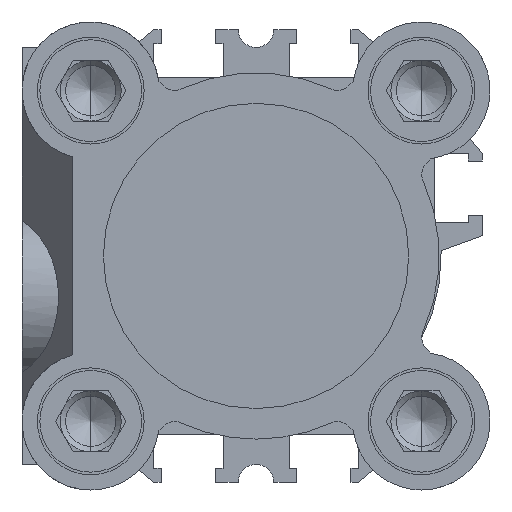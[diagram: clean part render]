
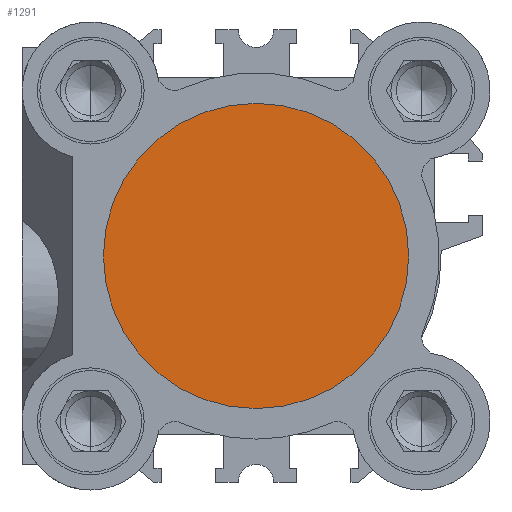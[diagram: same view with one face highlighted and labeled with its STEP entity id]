
A CAD part, left-side view. The second image highlights one B-rep face of the part: STEP entity #1291.
In plain terms, the highlighted face is planar.
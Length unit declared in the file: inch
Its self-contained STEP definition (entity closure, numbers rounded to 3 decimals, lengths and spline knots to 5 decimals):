
#1291 = ADVANCED_FACE ( 'NONE', ( #3979 ), #2703, .F. ) ;
#1707 = CARTESIAN_POINT ( 'NONE',  ( 0.15748, 0.59055, 0. ) ) ;
#2466 = AXIS2_PLACEMENT_3D ( 'NONE', #5117, #11843, #6113 ) ;
#2703 = PLANE ( 'NONE',  #10923 ) ;
#2894 = CARTESIAN_POINT ( 'NONE',  ( 0.15748, 0., 0. ) ) ;
#3855 = DIRECTION ( 'NONE',  ( 0., 0., 1. ) ) ;
#3979 = FACE_OUTER_BOUND ( 'NONE', #8907, .T. ) ;
#3980 = ORIENTED_EDGE ( 'NONE', *, *, #6513, .F. ) ;
#3986 = AXIS2_PLACEMENT_3D ( 'NONE', #2894, #9621, #3855 ) ;
#5025 = CARTESIAN_POINT ( 'NONE',  ( 0.15748, 0., 0.59055 ) ) ;
#5117 = CARTESIAN_POINT ( 'NONE',  ( 0.15748, 0., 0. ) ) ;
#6113 = DIRECTION ( 'NONE',  ( 0., 0., 1. ) ) ;
#6513 = EDGE_CURVE ( 'NONE', #8063, #9849, #11494, .T. ) ;
#6622 = DIRECTION ( 'NONE',  ( 0., 0., 1. ) ) ;
#6689 = EDGE_CURVE ( 'NONE', #9849, #8063, #12274, .T. ) ;
#8063 = VERTEX_POINT ( 'NONE', #5025 ) ;
#8907 = EDGE_LOOP ( 'NONE', ( #3980, #12377 ) ) ;
#9621 = DIRECTION ( 'NONE',  ( -1., 0., 0. ) ) ;
#9849 = VERTEX_POINT ( 'NONE', #11942 ) ;
#10923 = AXIS2_PLACEMENT_3D ( 'NONE', #1707, #12339, #6622 ) ;
#11494 = CIRCLE ( 'NONE', #3986, 0.59055 ) ;
#11843 = DIRECTION ( 'NONE',  ( -1., 0., 0. ) ) ;
#11942 = CARTESIAN_POINT ( 'NONE',  ( 0.15748, 0., -0.59055 ) ) ;
#12274 = CIRCLE ( 'NONE', #2466, 0.59055 ) ;
#12339 = DIRECTION ( 'NONE',  ( -1., 0., 0. ) ) ;
#12377 = ORIENTED_EDGE ( 'NONE', *, *, #6689, .F. ) ;
